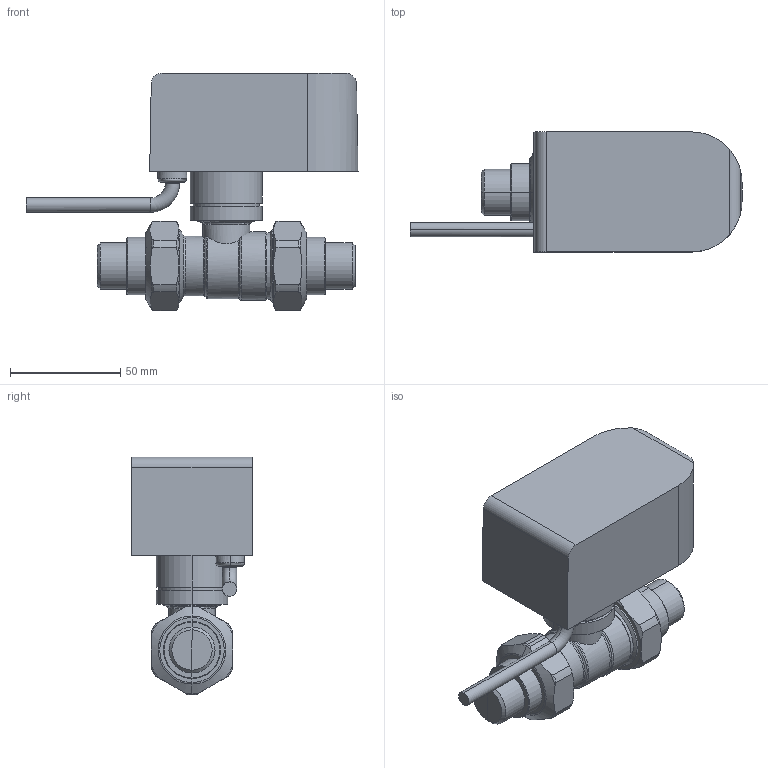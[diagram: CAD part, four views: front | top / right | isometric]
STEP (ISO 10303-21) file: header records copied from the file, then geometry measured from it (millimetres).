
FILE_DESCRIPTION(/* description */ (''),/* implementation_level */ '2;1');
FILE_NAME(/* name */ '644242 (STP).stp',/* time_stamp */ '2018-04-24T08:32:58+02:00',/* author */ ('ufftec'),/* organization */ (''),/* preprocessor_version */ 'ST-DEVELOPER v16.5',/* originating_system */ 'Autodesk Inventor 2017',/* authorisation */ '');
FILE_SCHEMA (('AUTOMOTIVE_DESIGN { 1 0 10303 214 3 1 1 }'));
Length unit declared in the file: millimetre
Products named in the file (6): 644242; 644242_1; 644242_1_1; 644242_2; 644242_3; 644242_4
Assembly tree (5 placements, depth 2):
  644242
    644242_1
    644242_1_1
    644242_2
    644242_3
    644242_4
Bounding box: 150.61 x 54.5 x 107.85 mm (x, y, z)
Volume: 347874.7 mm3; surface area: 47319 mm2
Topology: 6 solids, 6 shells, 192 faces, 468 edges, 289 vertices
Faces by surface type: cylinder 58, plane 56, cone 40, torus 38
Entity records: 6318 total; most frequent: CARTESIAN_POINT 2031, ORIENTED_EDGE 936, DIRECTION 806, EDGE_CURVE 468, AXIS2_PLACEMENT_3D 337, VERTEX_POINT 289, EDGE_LOOP 193, FACE_OUTER_BOUND 192
